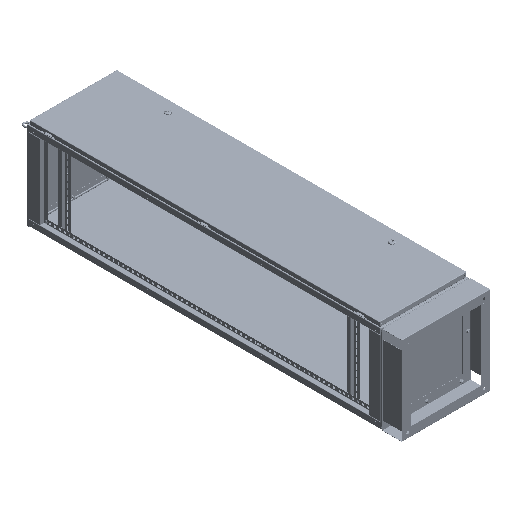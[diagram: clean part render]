
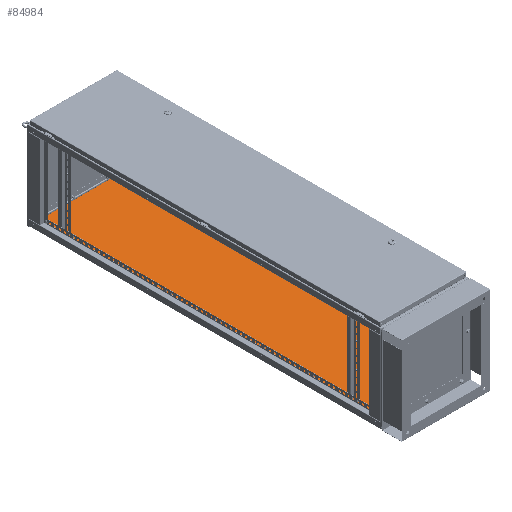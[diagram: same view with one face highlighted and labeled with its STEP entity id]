
A CAD part, isometric view. The second image highlights one B-rep face of the part: STEP entity #84984.
In plain terms, the highlighted face is planar.
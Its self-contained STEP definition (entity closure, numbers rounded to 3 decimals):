
#2544 = CARTESIAN_POINT ( 'NONE',  ( -1.177, 1798., -1. ) ) ;
#3163 = ORIENTED_EDGE ( 'NONE', *, *, #28519, .F. ) ;
#7168 = ORIENTED_EDGE ( 'NONE', *, *, #88395, .F. ) ;
#7939 = EDGE_CURVE ( 'NONE', #19635, #36899, #45889, .T. ) ;
#8969 = VERTEX_POINT ( 'NONE', #63416 ) ;
#12799 = CARTESIAN_POINT ( 'NONE',  ( -2., 2., -1. ) ) ;
#19635 = VERTEX_POINT ( 'NONE', #30770 ) ;
#19870 = VECTOR ( 'NONE', #83399, 1000. ) ;
#21015 = ORIENTED_EDGE ( 'NONE', *, *, #7939, .F. ) ;
#23165 = CARTESIAN_POINT ( 'NONE',  ( 0., 0., -1. ) ) ;
#24550 = DIRECTION ( 'NONE',  ( 1., 0., 0. ) ) ;
#27699 = LINE ( 'NONE', #84391, #66348 ) ;
#28519 = EDGE_CURVE ( 'NONE', #38458, #8969, #40309, .T. ) ;
#30770 = CARTESIAN_POINT ( 'NONE',  ( -448., 2., -1. ) ) ;
#33324 = LINE ( 'NONE', #55051, #19870 ) ;
#36899 = VERTEX_POINT ( 'NONE', #12799 ) ;
#38279 = DIRECTION ( 'NONE',  ( 0., 0., 1. ) ) ;
#38458 = VERTEX_POINT ( 'NONE', #87485 ) ;
#40309 = LINE ( 'NONE', #2544, #49990 ) ;
#45889 = LINE ( 'NONE', #79064, #76097 ) ;
#48965 = DIRECTION ( 'NONE',  ( 0., -1., 0. ) ) ;
#49990 = VECTOR ( 'NONE', #61128, 1000. ) ;
#55051 = CARTESIAN_POINT ( 'NONE',  ( -2., 1.177, -1. ) ) ;
#59080 = FACE_OUTER_BOUND ( 'NONE', #63061, .T. ) ;
#61128 = DIRECTION ( 'NONE',  ( -1., 0., 0. ) ) ;
#63061 = EDGE_LOOP ( 'NONE', ( #21015, #7168, #3163, #84168 ) ) ;
#63416 = CARTESIAN_POINT ( 'NONE',  ( -448., 1798., -1. ) ) ;
#66348 = VECTOR ( 'NONE', #48965, 1000. ) ;
#68620 = EDGE_CURVE ( 'NONE', #36899, #38458, #33324, .T. ) ;
#76097 = VECTOR ( 'NONE', #78600, 1000. ) ;
#78600 = DIRECTION ( 'NONE',  ( 1., 0., 0. ) ) ;
#79064 = CARTESIAN_POINT ( 'NONE',  ( -448.823, 2., -1. ) ) ;
#80984 = AXIS2_PLACEMENT_3D ( 'NONE', #23165, #38279, #24550 ) ;
#83399 = DIRECTION ( 'NONE',  ( 0., 1., 0. ) ) ;
#84168 = ORIENTED_EDGE ( 'NONE', *, *, #68620, .F. ) ;
#84391 = CARTESIAN_POINT ( 'NONE',  ( -448., 1798.823, -1. ) ) ;
#84984 = ADVANCED_FACE ( 'NONE', ( #59080 ), #89279, .F. ) ;
#87485 = CARTESIAN_POINT ( 'NONE',  ( -2., 1798., -1. ) ) ;
#88395 = EDGE_CURVE ( 'NONE', #8969, #19635, #27699, .T. ) ;
#89279 = PLANE ( 'NONE',  #80984 ) ;
